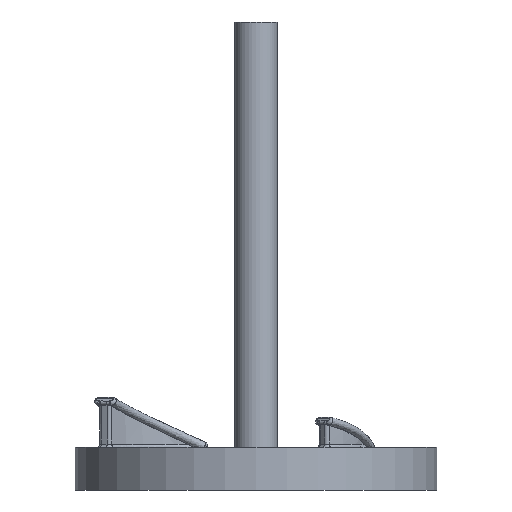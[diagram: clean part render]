
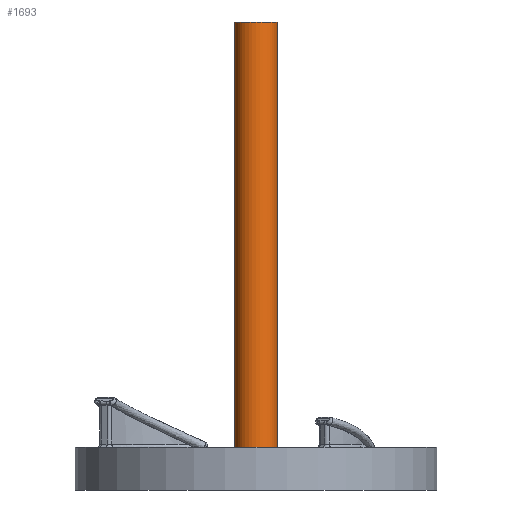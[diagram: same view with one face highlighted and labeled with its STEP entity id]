
A CAD part, front view. The second image highlights one B-rep face of the part: STEP entity #1693.
In plain terms, the highlighted cylindrical face has radius 1.587 mm (diameter 3.175 mm), a partial arc.
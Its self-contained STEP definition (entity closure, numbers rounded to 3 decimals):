
#58 = CARTESIAN_POINT ( 'NONE',  ( -1.587, 0., 31.75 ) ) ;
#67 = DIRECTION ( 'NONE',  ( 0., 0., -1. ) ) ;
#180 = ORIENTED_EDGE ( 'NONE', *, *, #1835, .T. ) ;
#280 = VERTEX_POINT ( 'NONE', #1850 ) ;
#292 = CARTESIAN_POINT ( 'NONE',  ( 1.587, 0., 31.75 ) ) ;
#294 = EDGE_CURVE ( 'NONE', #280, #546, #2305, .T. ) ;
#315 = VECTOR ( 'NONE', #2791, 1000. ) ;
#531 = CARTESIAN_POINT ( 'NONE',  ( 1.587, 0., 31.75 ) ) ;
#546 = VERTEX_POINT ( 'NONE', #531 ) ;
#626 = CARTESIAN_POINT ( 'NONE',  ( 1.587, 0., 0. ) ) ;
#735 = EDGE_CURVE ( 'NONE', #546, #801, #2809, .T. ) ;
#743 = AXIS2_PLACEMENT_3D ( 'NONE', #2972, #3009, #2992 ) ;
#801 = VERTEX_POINT ( 'NONE', #626 ) ;
#1077 = CARTESIAN_POINT ( 'NONE',  ( 0., 0., 31.75 ) ) ;
#1082 = CARTESIAN_POINT ( 'NONE',  ( -1.587, 0., 0. ) ) ;
#1083 = VECTOR ( 'NONE', #67, 1000. ) ;
#1184 = EDGE_LOOP ( 'NONE', ( #1723, #2395, #1967, #180 ) ) ;
#1349 = CYLINDRICAL_SURFACE ( 'NONE', #2154, 1.587 ) ;
#1569 = DIRECTION ( 'NONE',  ( 0., 0., 1. ) ) ;
#1647 = LINE ( 'NONE', #58, #315 ) ;
#1693 = ADVANCED_FACE ( 'NONE', ( #2915 ), #1349, .T. ) ;
#1723 = ORIENTED_EDGE ( 'NONE', *, *, #735, .F. ) ;
#1757 = AXIS2_PLACEMENT_3D ( 'NONE', #2278, #1569, #2292 ) ;
#1835 = EDGE_CURVE ( 'NONE', #2871, #801, #2356, .T. ) ;
#1850 = CARTESIAN_POINT ( 'NONE',  ( -1.587, 0., 31.75 ) ) ;
#1967 = ORIENTED_EDGE ( 'NONE', *, *, #2459, .T. ) ;
#2025 = DIRECTION ( 'NONE',  ( -1., 0., 0. ) ) ;
#2154 = AXIS2_PLACEMENT_3D ( 'NONE', #1077, #2464, #2025 ) ;
#2278 = CARTESIAN_POINT ( 'NONE',  ( 0., 0., 31.75 ) ) ;
#2292 = DIRECTION ( 'NONE',  ( 1., 0., 0. ) ) ;
#2305 = CIRCLE ( 'NONE', #1757, 1.587 ) ;
#2356 = CIRCLE ( 'NONE', #743, 1.587 ) ;
#2395 = ORIENTED_EDGE ( 'NONE', *, *, #294, .F. ) ;
#2459 = EDGE_CURVE ( 'NONE', #280, #2871, #1647, .T. ) ;
#2464 = DIRECTION ( 'NONE',  ( 0., 0., -1. ) ) ;
#2791 = DIRECTION ( 'NONE',  ( 0., 0., -1. ) ) ;
#2809 = LINE ( 'NONE', #292, #1083 ) ;
#2871 = VERTEX_POINT ( 'NONE', #1082 ) ;
#2915 = FACE_OUTER_BOUND ( 'NONE', #1184, .T. ) ;
#2972 = CARTESIAN_POINT ( 'NONE',  ( 0., 0., 0. ) ) ;
#2992 = DIRECTION ( 'NONE',  ( 1., 0., 0. ) ) ;
#3009 = DIRECTION ( 'NONE',  ( 0., 0., 1. ) ) ;
